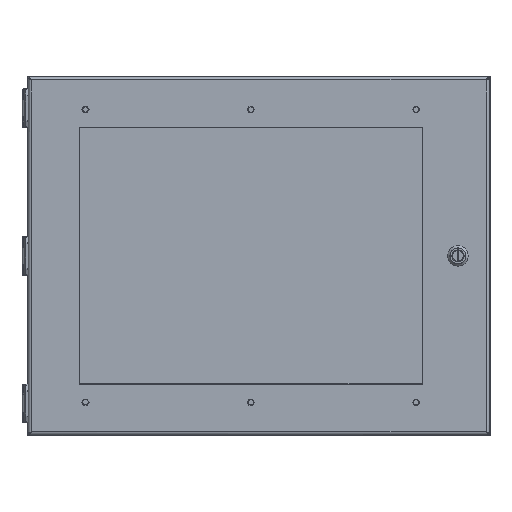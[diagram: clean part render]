
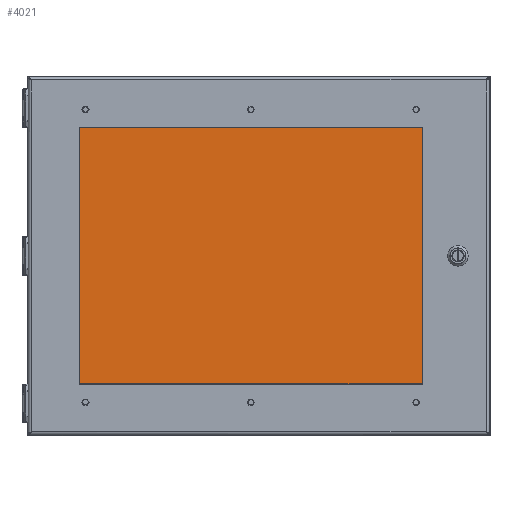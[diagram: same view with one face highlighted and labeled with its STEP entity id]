
A CAD part, top view. The second image highlights one B-rep face of the part: STEP entity #4021.
In plain terms, the highlighted planar face has unit normal (0, 0, 1).
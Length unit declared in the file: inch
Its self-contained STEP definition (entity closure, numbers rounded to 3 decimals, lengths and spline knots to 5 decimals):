
#1668 = ORIENTED_EDGE ( 'NONE', *, *, #10266, .T. ) ;
#3279 = CARTESIAN_POINT ( 'NONE',  ( -6.98497, -4.98437, 2.62023 ) ) ;
#4021 = ADVANCED_FACE ( 'NONE', ( #38582 ), #29962, .F. ) ;
#5811 = EDGE_CURVE ( 'NONE', #72747, #95278, #107472, .T. ) ;
#5984 = VERTEX_POINT ( 'NONE', #109092 ) ;
#10266 = EDGE_CURVE ( 'NONE', #22954, #5984, #76831, .T. ) ;
#12593 = CARTESIAN_POINT ( 'NONE',  ( 6.35878, -4.98437, 2.62023 ) ) ;
#22954 = VERTEX_POINT ( 'NONE', #112162 ) ;
#22996 = CARTESIAN_POINT ( 'NONE',  ( -0.3131, 0., 2.62023 ) ) ;
#23334 = ORIENTED_EDGE ( 'NONE', *, *, #5811, .T. ) ;
#24113 = DIRECTION ( 'NONE',  ( 0., 0., -1. ) ) ;
#29962 = PLANE ( 'NONE',  #50327 ) ;
#33466 = ORIENTED_EDGE ( 'NONE', *, *, #45947, .T. ) ;
#37726 = VECTOR ( 'NONE', #93190, 39.37008 ) ;
#38582 = FACE_OUTER_BOUND ( 'NONE', #68656, .T. ) ;
#44512 = LINE ( 'NONE', #68887, #57923 ) ;
#45947 = EDGE_CURVE ( 'NONE', #5984, #72747, #44512, .T. ) ;
#50327 = AXIS2_PLACEMENT_3D ( 'NONE', #22996, #24113, #109950 ) ;
#55594 = CARTESIAN_POINT ( 'NONE',  ( -6.98497, 4.98438, 2.62023 ) ) ;
#55873 = CARTESIAN_POINT ( 'NONE',  ( -6.98497, -4.98437, 2.62023 ) ) ;
#57923 = VECTOR ( 'NONE', #104073, 39.37008 ) ;
#68656 = EDGE_LOOP ( 'NONE', ( #33466, #23334, #71061, #1668 ) ) ;
#68887 = CARTESIAN_POINT ( 'NONE',  ( -6.98497, 4.98438, 2.62023 ) ) ;
#71061 = ORIENTED_EDGE ( 'NONE', *, *, #80663, .T. ) ;
#72747 = VERTEX_POINT ( 'NONE', #55594 ) ;
#76831 = LINE ( 'NONE', #111951, #87242 ) ;
#80378 = DIRECTION ( 'NONE',  ( 0., -1., 0. ) ) ;
#80663 = EDGE_CURVE ( 'NONE', #95278, #22954, #93765, .T. ) ;
#87242 = VECTOR ( 'NONE', #110254, 39.37008 ) ;
#93190 = DIRECTION ( 'NONE',  ( 1., 0., 0. ) ) ;
#93765 = LINE ( 'NONE', #12593, #37726 ) ;
#95278 = VERTEX_POINT ( 'NONE', #55873 ) ;
#104073 = DIRECTION ( 'NONE',  ( -1., 0., 0. ) ) ;
#107472 = LINE ( 'NONE', #3279, #109998 ) ;
#109092 = CARTESIAN_POINT ( 'NONE',  ( 6.35878, 4.98438, 2.62023 ) ) ;
#109950 = DIRECTION ( 'NONE',  ( -1., 0., 0. ) ) ;
#109998 = VECTOR ( 'NONE', #80378, 39.37008 ) ;
#110254 = DIRECTION ( 'NONE',  ( 0., 1., 0. ) ) ;
#111951 = CARTESIAN_POINT ( 'NONE',  ( 6.35878, 4.98438, 2.62023 ) ) ;
#112162 = CARTESIAN_POINT ( 'NONE',  ( 6.35878, -4.98437, 2.62023 ) ) ;
